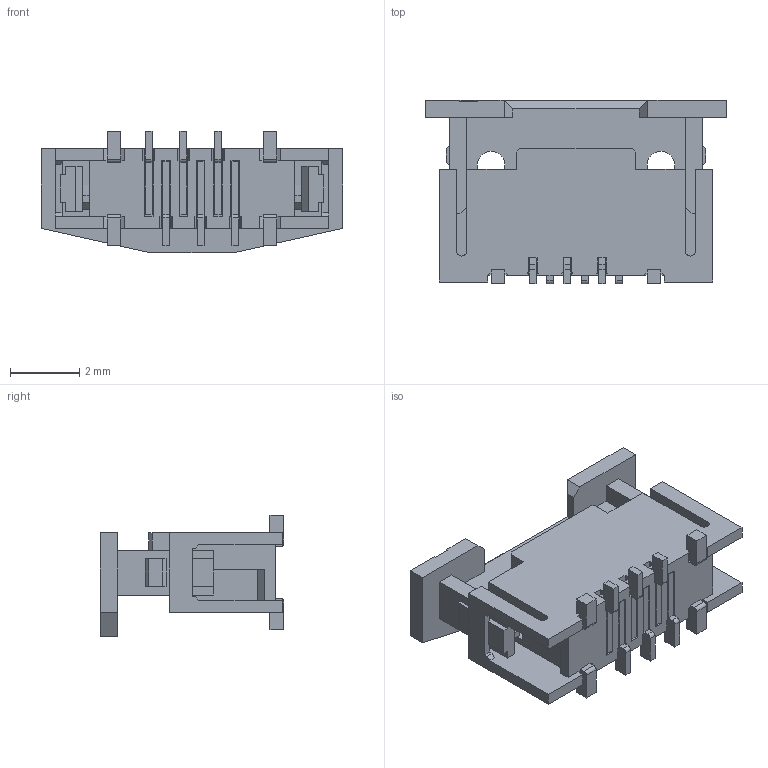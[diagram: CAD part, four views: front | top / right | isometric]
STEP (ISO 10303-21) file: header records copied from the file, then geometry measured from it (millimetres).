
FILE_DESCRIPTION((''),'2;1');
FILE_NAME('525590652','2014-07-21T',('me'),(''),'PRO/ENGINEER BY PARAMETRIC TECHNOLOGY CORPORATION, 2011490','PRO/ENGINEER BY PARAMETRIC TECHNOLOGY CORPORATION, 2011490','');
FILE_SCHEMA(('CONFIG_CONTROL_DESIGN'));
Length unit declared in the file: millimetre
Products named in the file (1): 525590652
Bounding box: 8.7 x 5.3 x 3.5 mm (x, y, z)
Volume: 57 mm3; surface area: 322.2 mm2
Topology: 1 solids, 1 shells, 392 faces, 1302 edges, 868 vertices
Faces by surface type: plane 354, cylinder 38
Entity records: 14011 total; most frequent: ORIENTED_EDGE 2524, CARTESIAN_POINT 2523, DIRECTION 2164, EDGE_CURVE 1262, VECTOR 1226, LINE 1226, VERTEX_POINT 828, AXIS2_PLACEMENT_3D 469
